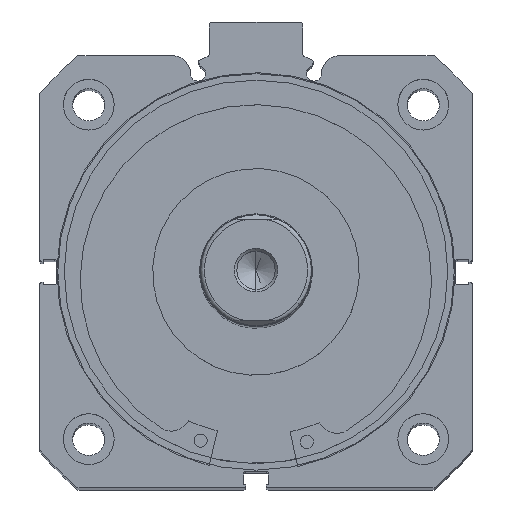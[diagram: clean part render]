
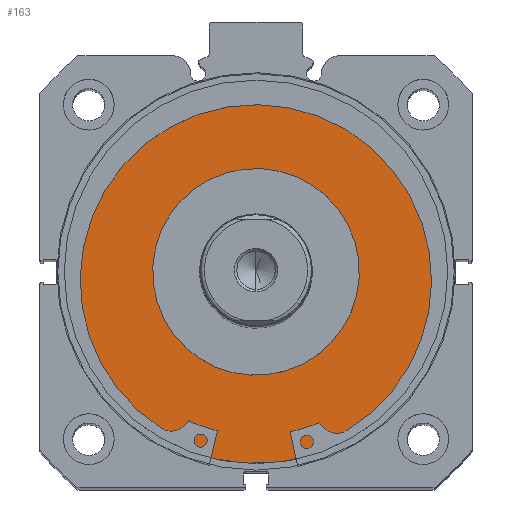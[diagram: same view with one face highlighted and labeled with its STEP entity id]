
A CAD part, top view. The second image highlights one B-rep face of the part: STEP entity #163.
In plain terms, the highlighted face is planar.
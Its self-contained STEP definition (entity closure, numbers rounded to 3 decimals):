
#163 = ADVANCED_FACE ( 'NONE', ( #1172, #1178 ), #6879, .F. ) ;
#949 = ORIENTED_EDGE ( 'NONE', *, *, #5901, .T. ) ;
#950 = ORIENTED_EDGE ( 'NONE', *, *, #5887, .T. ) ;
#951 = ORIENTED_EDGE ( 'NONE', *, *, #5900, .F. ) ;
#952 = ORIENTED_EDGE ( 'NONE', *, *, #5892, .F. ) ;
#1172 = FACE_BOUND ( 'NONE', #4621, .T. ) ;
#1178 = FACE_OUTER_BOUND ( 'NONE', #4388, .T. ) ;
#2876 = CARTESIAN_POINT ( 'NONE',  ( 5.5, 0., 0. ) ) ;
#2877 = DIRECTION ( 'NONE',  ( -1., 0., 0. ) ) ;
#2878 = DIRECTION ( 'NONE',  ( 0., 0., 1. ) ) ;
#2886 = CARTESIAN_POINT ( 'NONE',  ( 5.5, 0., 0. ) ) ;
#2887 = DIRECTION ( 'NONE',  ( -1., 0., 0. ) ) ;
#2888 = DIRECTION ( 'NONE',  ( 0., 0., 1. ) ) ;
#2903 = CARTESIAN_POINT ( 'NONE',  ( 5.5, 0., 0. ) ) ;
#2906 = CARTESIAN_POINT ( 'NONE',  ( 5.5, 0., 0. ) ) ;
#2910 = DIRECTION ( 'NONE',  ( -1., 0., 0. ) ) ;
#2911 = DIRECTION ( 'NONE',  ( 0., 0., 1. ) ) ;
#2913 = DIRECTION ( 'NONE',  ( -1., 0., 0. ) ) ;
#2914 = DIRECTION ( 'NONE',  ( 0., 0., 1. ) ) ;
#3358 = CIRCLE ( 'NONE', #6468, 51. ) ;
#3365 = CIRCLE ( 'NONE', #6472, 27.5 ) ;
#3372 = CIRCLE ( 'NONE', #6476, 27.5 ) ;
#3374 = CIRCLE ( 'NONE', #6477, 51. ) ;
#3862 = CARTESIAN_POINT ( 'NONE',  ( 5.5, 0., -51. ) ) ;
#3903 = CARTESIAN_POINT ( 'NONE',  ( 5.5, 0., -27.5 ) ) ;
#3904 = CARTESIAN_POINT ( 'NONE',  ( 5.5, 0., 27.5 ) ) ;
#4059 = CARTESIAN_POINT ( 'NONE',  ( 5.5, 0., 51. ) ) ;
#4388 = EDGE_LOOP ( 'NONE', ( #950, #949 ) ) ;
#4621 = EDGE_LOOP ( 'NONE', ( #952, #951 ) ) ;
#5887 = EDGE_CURVE ( 'NONE', #6950, #6575, #3358, .T. ) ;
#5892 = EDGE_CURVE ( 'NONE', #6620, #6618, #3365, .T. ) ;
#5900 = EDGE_CURVE ( 'NONE', #6618, #6620, #3372, .T. ) ;
#5901 = EDGE_CURVE ( 'NONE', #6575, #6950, #3374, .T. ) ;
#6100 = AXIS2_PLACEMENT_3D ( 'NONE', #6882, #6878, #6880 ) ;
#6468 = AXIS2_PLACEMENT_3D ( 'NONE', #2876, #2877, #2878 ) ;
#6472 = AXIS2_PLACEMENT_3D ( 'NONE', #2886, #2887, #2888 ) ;
#6476 = AXIS2_PLACEMENT_3D ( 'NONE', #2903, #2910, #2911 ) ;
#6477 = AXIS2_PLACEMENT_3D ( 'NONE', #2906, #2913, #2914 ) ;
#6575 = VERTEX_POINT ( 'NONE', #3862 ) ;
#6618 = VERTEX_POINT ( 'NONE', #3903 ) ;
#6620 = VERTEX_POINT ( 'NONE', #3904 ) ;
#6878 = DIRECTION ( 'NONE',  ( 1., 0., 0. ) ) ;
#6879 = PLANE ( 'NONE',  #6100 ) ;
#6880 = DIRECTION ( 'NONE',  ( 0., 0., -1. ) ) ;
#6882 = CARTESIAN_POINT ( 'NONE',  ( 5.5, 51., 0. ) ) ;
#6950 = VERTEX_POINT ( 'NONE', #4059 ) ;
